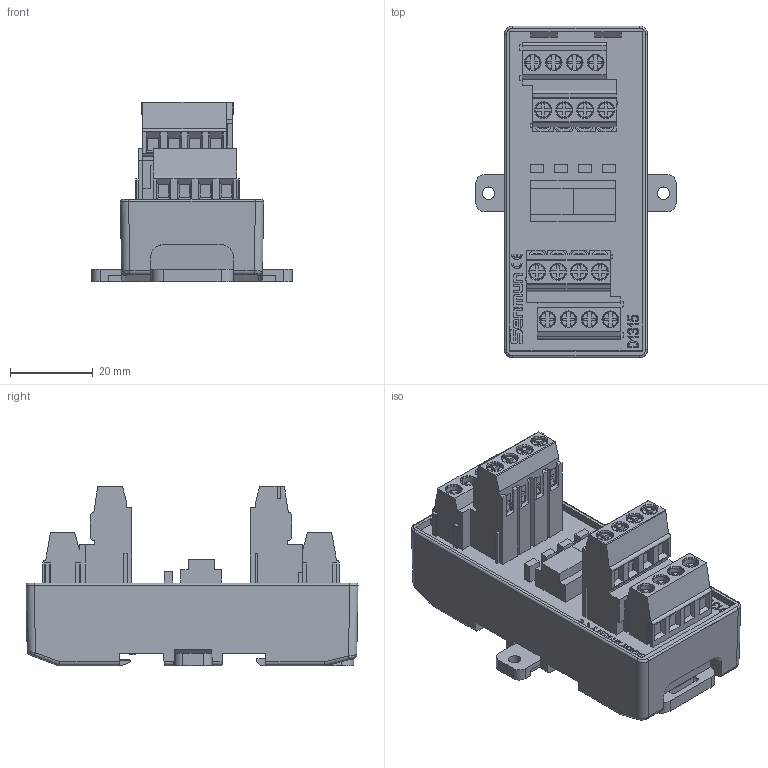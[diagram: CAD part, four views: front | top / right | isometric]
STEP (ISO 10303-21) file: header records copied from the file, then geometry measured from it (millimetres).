
FILE_DESCRIPTION(/* description */ (''),/* implementation_level */ '2;1');
FILE_NAME(/* name */ '111.stp',/* time_stamp */ '2024-08-16T10:55:35+08:00',/* author */ (''),/* organization */ (''),/* preprocessor_version */ 'ST-DEVELOPER v14',/* originating_system */ 'SIEMENS PLM Software NX 8.0',/* authorisation */ '');
FILE_SCHEMA (('AUTOMOTIVE_DESIGN { 1 0 10303 214 3 1 1 1 }'));
Products named in the file (1): Admi3260DBFCabk1
Bounding box: 48.44 x 80.4 x 43.5 mm (x, y, z)
Volume: 61137.1 mm3; surface area: 26809.6 mm2
Topology: 3 solids, 10 shells, 2546 faces, 6952 edges, 4514 vertices
Faces by surface type: plane 1817, cylinder 462, torus 130, bspline 69, cone 54, extrusion 14
Full cylindrical faces by diameter (mm): 2.6 x8, 3 x2, 4.1 x8, 4.13 x8
Entity records: 105398 total; most frequent: CARTESIAN_POINT 41480, ORIENTED_EDGE 13748, DIRECTION 11767, EDGE_CURVE 6874, VECTOR 5277, LINE 5263, VERTEX_POINT 4494, AXIS2_PLACEMENT_3D 3245
